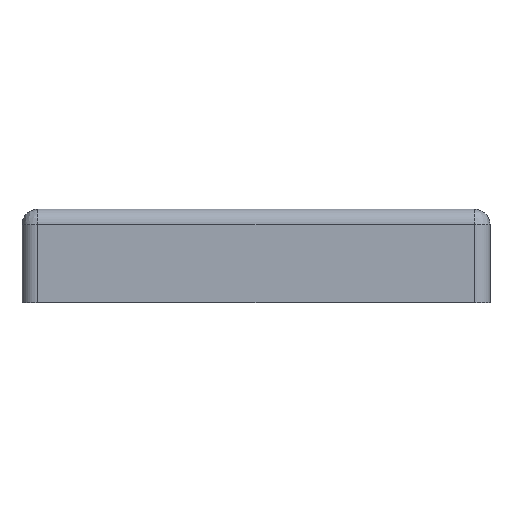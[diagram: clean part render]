
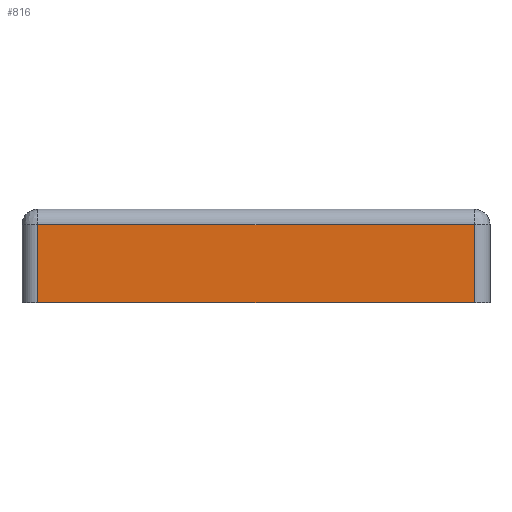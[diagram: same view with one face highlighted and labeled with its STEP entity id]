
A CAD part, front view. The second image highlights one B-rep face of the part: STEP entity #816.
In plain terms, the highlighted planar face has unit normal (0, -1, 0).
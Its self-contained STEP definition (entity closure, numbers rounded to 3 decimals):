
#150 = CARTESIAN_POINT ( 'NONE',  ( -28., -30., 12. ) ) ;
#796 = LINE ( 'NONE', #6235, #4397 ) ;
#816 = ADVANCED_FACE ( 'NONE', ( #8574 ), #843, .F. ) ;
#843 = PLANE ( 'NONE',  #6388 ) ;
#874 = DIRECTION ( 'NONE',  ( 0., 1., 0. ) ) ;
#1162 = VECTOR ( 'NONE', #8041, 1000. ) ;
#1239 = EDGE_CURVE ( 'NONE', #3220, #8782, #2550, .T. ) ;
#1356 = CARTESIAN_POINT ( 'NONE',  ( -28., -30., 0. ) ) ;
#1572 = DIRECTION ( 'NONE',  ( 0., 0., -1. ) ) ;
#1881 = DIRECTION ( 'NONE',  ( 1., 0., 0. ) ) ;
#1966 = CARTESIAN_POINT ( 'NONE',  ( -28., -30., 10. ) ) ;
#2550 = LINE ( 'NONE', #150, #6430 ) ;
#2961 = CARTESIAN_POINT ( 'NONE',  ( -30., -30., 0. ) ) ;
#3150 = EDGE_CURVE ( 'NONE', #8782, #7065, #796, .T. ) ;
#3220 = VERTEX_POINT ( 'NONE', #1356 ) ;
#3541 = CARTESIAN_POINT ( 'NONE',  ( 28., -30., 10. ) ) ;
#3680 = LINE ( 'NONE', #4448, #7548 ) ;
#3845 = ORIENTED_EDGE ( 'NONE', *, *, #1239, .F. ) ;
#3936 = ORIENTED_EDGE ( 'NONE', *, *, #3150, .F. ) ;
#4290 = CARTESIAN_POINT ( 'NONE',  ( 28., -30., 0. ) ) ;
#4397 = VECTOR ( 'NONE', #1881, 1000. ) ;
#4448 = CARTESIAN_POINT ( 'NONE',  ( 28., -30., 12. ) ) ;
#4605 = ORIENTED_EDGE ( 'NONE', *, *, #6727, .F. ) ;
#5018 = LINE ( 'NONE', #2961, #1162 ) ;
#5195 = DIRECTION ( 'NONE',  ( 0., 0., 1. ) ) ;
#5204 = CARTESIAN_POINT ( 'NONE',  ( -30., -30., 12. ) ) ;
#5580 = EDGE_LOOP ( 'NONE', ( #3936, #3845, #8324, #4605 ) ) ;
#5922 = DIRECTION ( 'NONE',  ( 0., 0., 1. ) ) ;
#6235 = CARTESIAN_POINT ( 'NONE',  ( 30., -30., 10. ) ) ;
#6388 = AXIS2_PLACEMENT_3D ( 'NONE', #5204, #874, #5922 ) ;
#6430 = VECTOR ( 'NONE', #5195, 1000. ) ;
#6727 = EDGE_CURVE ( 'NONE', #7065, #7103, #3680, .T. ) ;
#7065 = VERTEX_POINT ( 'NONE', #3541 ) ;
#7103 = VERTEX_POINT ( 'NONE', #4290 ) ;
#7548 = VECTOR ( 'NONE', #1572, 1000. ) ;
#8041 = DIRECTION ( 'NONE',  ( -1., 0., 0. ) ) ;
#8324 = ORIENTED_EDGE ( 'NONE', *, *, #8984, .F. ) ;
#8574 = FACE_OUTER_BOUND ( 'NONE', #5580, .T. ) ;
#8782 = VERTEX_POINT ( 'NONE', #1966 ) ;
#8984 = EDGE_CURVE ( 'NONE', #7103, #3220, #5018, .T. ) ;
